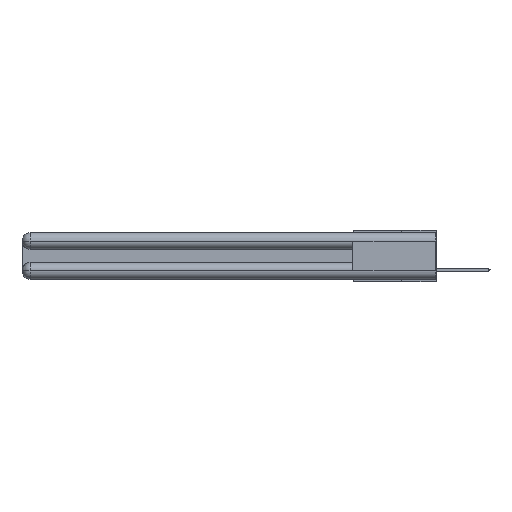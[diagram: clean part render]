
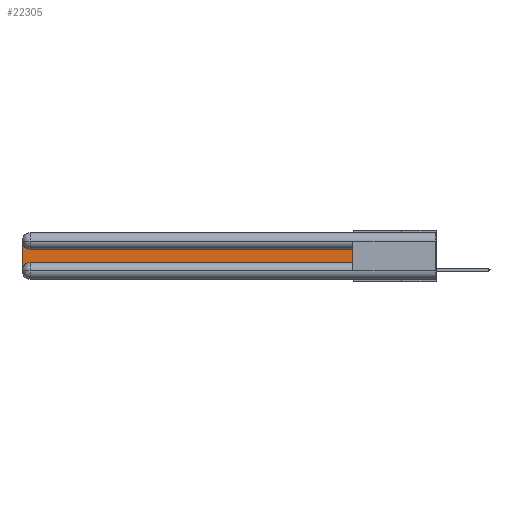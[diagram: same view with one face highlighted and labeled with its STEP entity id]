
A CAD part, left-side view. The second image highlights one B-rep face of the part: STEP entity #22305.
In plain terms, the highlighted planar face has unit normal (-1, 0, 0).
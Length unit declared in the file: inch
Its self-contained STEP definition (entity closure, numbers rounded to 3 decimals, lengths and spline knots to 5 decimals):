
#1185 = EDGE_CURVE ( 'NONE', #5702, #20240, #21826, .T. ) ;
#2036 = VECTOR ( 'NONE', #7692, 39.37008 ) ;
#2152 = CARTESIAN_POINT ( 'NONE',  ( 0.075, 0.6, -0.2175 ) ) ;
#2917 = VERTEX_POINT ( 'NONE', #9937 ) ;
#3899 = DIRECTION ( 'NONE',  ( 1., 0., 0. ) ) ;
#5499 = EDGE_CURVE ( 'NONE', #6238, #12958, #16469, .T. ) ;
#5503 = AXIS2_PLACEMENT_3D ( 'NONE', #29878, #6373, #18143 ) ;
#5594 = LINE ( 'NONE', #23079, #24944 ) ;
#5702 = VERTEX_POINT ( 'NONE', #26055 ) ;
#6238 = VERTEX_POINT ( 'NONE', #2152 ) ;
#6373 = DIRECTION ( 'NONE',  ( 1., 0., 0. ) ) ;
#7692 = DIRECTION ( 'NONE',  ( 0., 1., 0. ) ) ;
#9937 = CARTESIAN_POINT ( 'NONE',  ( 0.075, 2.94, -0.1225 ) ) ;
#10027 = VECTOR ( 'NONE', #12498, 39.37008 ) ;
#10159 = ORIENTED_EDGE ( 'NONE', *, *, #5499, .T. ) ;
#10677 = EDGE_CURVE ( 'NONE', #12958, #2917, #13539, .T. ) ;
#11388 = AXIS2_PLACEMENT_3D ( 'NONE', #14263, #16679, #19089 ) ;
#12498 = DIRECTION ( 'NONE',  ( 0., 0., -1. ) ) ;
#12519 = ORIENTED_EDGE ( 'NONE', *, *, #1185, .T. ) ;
#12583 = ORIENTED_EDGE ( 'NONE', *, *, #20110, .T. ) ;
#12958 = VERTEX_POINT ( 'NONE', #13376 ) ;
#13376 = CARTESIAN_POINT ( 'NONE',  ( 0.075, 0.6, -0.1225 ) ) ;
#13539 = LINE ( 'NONE', #28900, #2036 ) ;
#14263 = CARTESIAN_POINT ( 'NONE',  ( 0.075, 2.94, -0.0625 ) ) ;
#14957 = VECTOR ( 'NONE', #27729, 39.37008 ) ;
#15206 = EDGE_LOOP ( 'NONE', ( #18502, #17043, #17950, #12519, #12583, #10159 ) ) ;
#15829 = DIRECTION ( 'NONE',  ( 0., 0., -1. ) ) ;
#16035 = PLANE ( 'NONE',  #5503 ) ;
#16469 = LINE ( 'NONE', #23056, #14957 ) ;
#16679 = DIRECTION ( 'NONE',  ( 1., 0., 0. ) ) ;
#17043 = ORIENTED_EDGE ( 'NONE', *, *, #29397, .T. ) ;
#17950 = ORIENTED_EDGE ( 'NONE', *, *, #20642, .T. ) ;
#18143 = DIRECTION ( 'NONE',  ( 0., 0., -1. ) ) ;
#18502 = ORIENTED_EDGE ( 'NONE', *, *, #10677, .T. ) ;
#19089 = DIRECTION ( 'NONE',  ( 0., 0., -1. ) ) ;
#20110 = EDGE_CURVE ( 'NONE', #20240, #6238, #5594, .T. ) ;
#20240 = VERTEX_POINT ( 'NONE', #23919 ) ;
#20642 = EDGE_CURVE ( 'NONE', #26250, #5702, #27891, .T. ) ;
#21826 = CIRCLE ( 'NONE', #27753, 0.06 ) ;
#22305 = ADVANCED_FACE ( 'NONE', ( #25962 ), #16035, .F. ) ;
#23056 = CARTESIAN_POINT ( 'NONE',  ( 0.075, 0.6, -0.2175 ) ) ;
#23079 = CARTESIAN_POINT ( 'NONE',  ( 0.075, 0.6, -0.2175 ) ) ;
#23919 = CARTESIAN_POINT ( 'NONE',  ( 0.075, 2.94, -0.2175 ) ) ;
#24570 = CARTESIAN_POINT ( 'NONE',  ( 0.075, 3., -0.0625 ) ) ;
#24944 = VECTOR ( 'NONE', #30126, 39.37008 ) ;
#25962 = FACE_OUTER_BOUND ( 'NONE', #15206, .T. ) ;
#26055 = CARTESIAN_POINT ( 'NONE',  ( 0.075, 3., -0.2775 ) ) ;
#26250 = VERTEX_POINT ( 'NONE', #24570 ) ;
#26549 = CIRCLE ( 'NONE', #11388, 0.06 ) ;
#27729 = DIRECTION ( 'NONE',  ( 0., 0., 1. ) ) ;
#27753 = AXIS2_PLACEMENT_3D ( 'NONE', #29989, #3899, #15829 ) ;
#27891 = LINE ( 'NONE', #28933, #10027 ) ;
#28900 = CARTESIAN_POINT ( 'NONE',  ( 0.075, 0.6, -0.1225 ) ) ;
#28933 = CARTESIAN_POINT ( 'NONE',  ( 0.075, 3., -0.2175 ) ) ;
#29397 = EDGE_CURVE ( 'NONE', #2917, #26250, #26549, .T. ) ;
#29878 = CARTESIAN_POINT ( 'NONE',  ( 0.075, 3., -0.1225 ) ) ;
#29989 = CARTESIAN_POINT ( 'NONE',  ( 0.075, 2.94, -0.2775 ) ) ;
#30126 = DIRECTION ( 'NONE',  ( 0., -1., 0. ) ) ;
